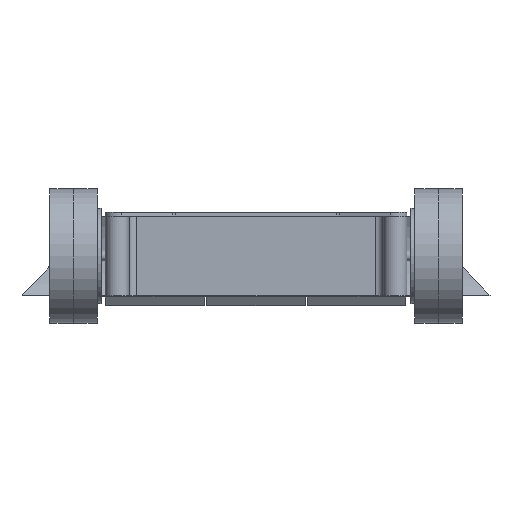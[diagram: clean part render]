
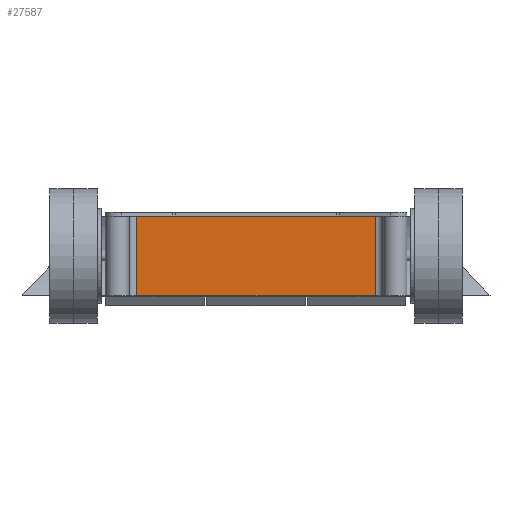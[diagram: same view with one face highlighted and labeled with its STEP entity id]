
A CAD part, top view. The second image highlights one B-rep face of the part: STEP entity #27587.
In plain terms, the highlighted planar face has unit normal (0, 0, 1).
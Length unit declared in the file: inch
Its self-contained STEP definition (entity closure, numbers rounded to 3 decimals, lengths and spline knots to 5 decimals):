
#1927=PLANE('',#28808);
#2680=FACE_OUTER_BOUND('',#3703,.T.);
#3703=EDGE_LOOP('',(#22674,#22675,#22676,#22677));
#4784=LINE('',#38000,#8684);
#4787=LINE('',#38015,#8687);
#4796=LINE('',#38052,#8696);
#4821=LINE('',#38121,#8721);
#8684=VECTOR('',#30628,0.3937);
#8687=VECTOR('',#30643,0.3937);
#8696=VECTOR('',#30684,0.3937);
#8721=VECTOR('',#30751,0.3937);
#13273=VERTEX_POINT('',#37993);
#13276=VERTEX_POINT('',#37998);
#13279=VERTEX_POINT('',#38008);
#13282=VERTEX_POINT('',#38013);
#17728=EDGE_CURVE('',#13276,#13273,#4784,.T.);
#17735=EDGE_CURVE('',#13282,#13279,#4787,.T.);
#17754=EDGE_CURVE('',#13279,#13276,#4796,.T.);
#17789=EDGE_CURVE('',#13273,#13282,#4821,.T.);
#22674=ORIENTED_EDGE('',*,*,#17728,.F.);
#22675=ORIENTED_EDGE('',*,*,#17754,.F.);
#22676=ORIENTED_EDGE('',*,*,#17735,.F.);
#22677=ORIENTED_EDGE('',*,*,#17789,.F.);
#27587=ADVANCED_FACE('',(#2680),#1927,.T.);
#28808=AXIS2_PLACEMENT_3D('',#38216,#30827,#30828);
#30628=DIRECTION('',(0.,-1.,0.));
#30643=DIRECTION('',(0.,1.,0.));
#30684=DIRECTION('',(1.,0.,0.));
#30751=DIRECTION('',(-1.,0.,0.));
#30827=DIRECTION('center_axis',(0.,0.,1.));
#30828=DIRECTION('ref_axis',(1.,0.,0.));
#37993=CARTESIAN_POINT('',(1.875,-0.625,1.28125));
#37998=CARTESIAN_POINT('',(1.875,0.625,1.28125));
#38000=CARTESIAN_POINT('',(1.875,0.625,1.28125));
#38008=CARTESIAN_POINT('',(-1.875,0.625,1.28125));
#38013=CARTESIAN_POINT('',(-1.875,-0.625,1.28125));
#38015=CARTESIAN_POINT('',(-1.875,0.625,1.28125));
#38052=CARTESIAN_POINT('',(-2.375,0.625,1.28125));
#38121=CARTESIAN_POINT('',(-2.375,-0.625,1.28125));
#38216=CARTESIAN_POINT('Origin',(-2.375,0.,1.28125));
